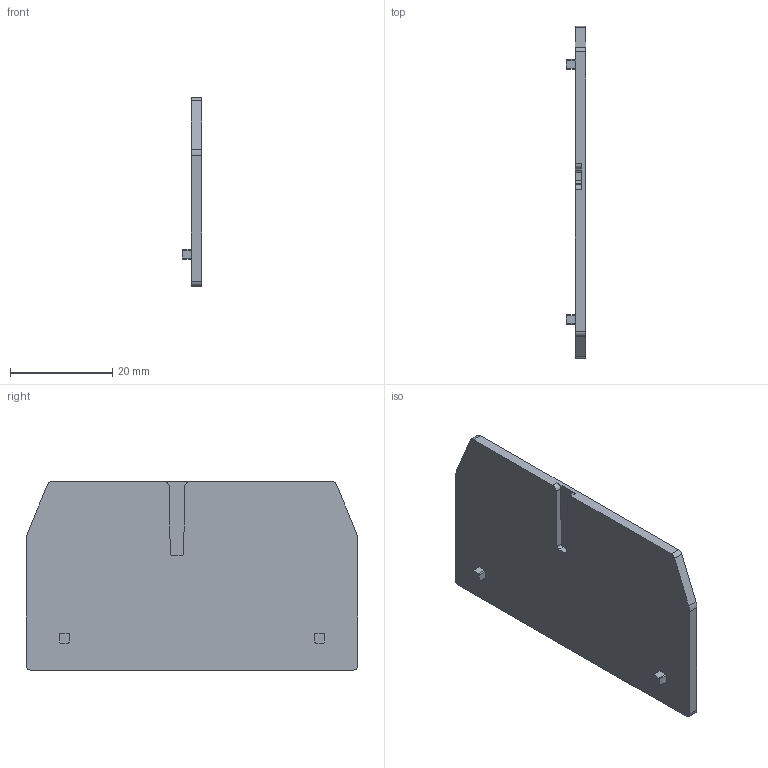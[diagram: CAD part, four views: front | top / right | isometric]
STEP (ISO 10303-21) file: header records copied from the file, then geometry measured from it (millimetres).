
FILE_DESCRIPTION(('CATIA V5R22 STEP214','CAx-IF Rec.Pracs.--- Model Styling and Organization---1.4--- 2014-01-23'),'2;1');
FILE_NAME ('017000-2_0', '2021-06-21T08:58:00+00:00', ('Weidmueller Interface'), ('Weidmueller'), 'CATIA Version 5-6 Release 2016 SP3 HF44', 'CATIA V5 STEP AP214', 'none');
FILE_SCHEMA(('AUTOMOTIVE_DESIGN { 1 0 10303 214 1 1 1 1 }'));
Length unit declared in the file: millimetre
Products named in the file (1): 1608830000
Bounding box: 3.75 x 65 x 36.95 mm (x, y, z)
Volume: 4670.5 mm3; surface area: 5157.4 mm2
Topology: 1 solids, 1 shells, 40 faces, 108 edges, 72 vertices
Faces by surface type: plane 22, cylinder 18
Entity records: 1250 total; most frequent: CARTESIAN_POINT 219, ORIENTED_EDGE 216, DIRECTION 184, EDGE_CURVE 108, AXIS2_PLACEMENT_3D 75, VECTOR 72, LINE 72, VERTEX_POINT 72
